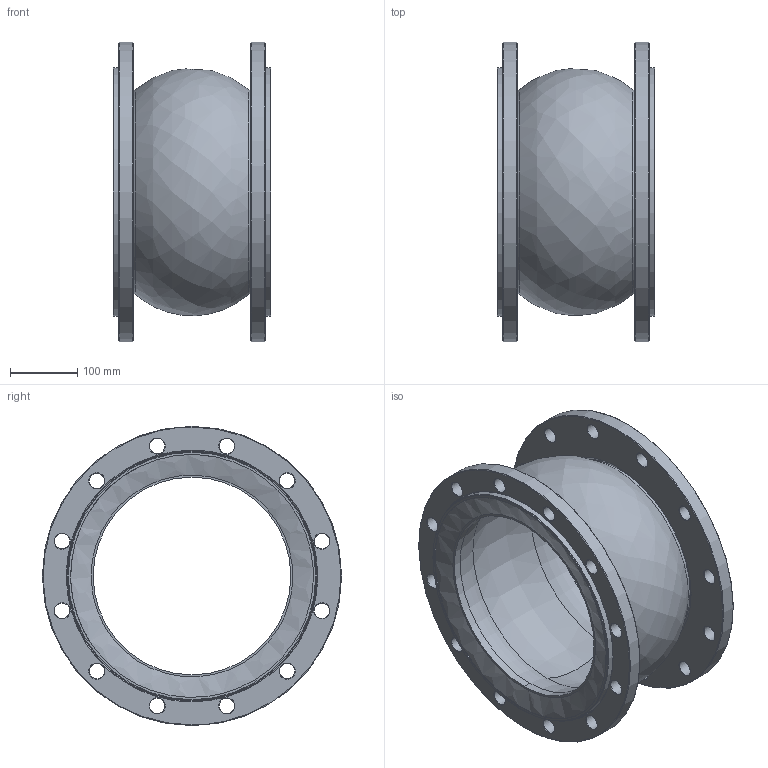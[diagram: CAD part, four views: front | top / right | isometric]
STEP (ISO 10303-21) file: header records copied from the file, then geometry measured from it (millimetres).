
FILE_DESCRIPTION(('HOOPS Exchange Step'),'2;1');
FILE_NAME('KP01_DN300.stp','2025-12-08T09:52:54+01:00',('nieru'),('Unknown organisation'),'HOOPS Exchange 2024.2','HOOPS Exchange','Unknown authorisation');
FILE_SCHEMA( ('AP203_CONFIGURATION_CONTROLLED_3D_DESIGN_OF_MECHANICAL_PARTS_AND_ASSEMBLIES_MIM_LF') );
Length unit declared in the file: millimetre
Products named in the file (3): 0; root
Assembly tree (2 placements, depth 3):
  root
    0
      0
Bounding box: 234 x 445 x 445 mm (x, y, z)
Volume: 6176507.2 mm3; surface area: 1106391.5 mm2
Topology: 3 solids, 3 shells, 125 faces, 407 edges, 294 vertices
Faces by surface type: cone 54, cylinder 38, bspline 13, plane 12, torus 8
Full cylindrical faces by diameter (mm): 23 x24, 300 x2, 368 x2, 370 x2, 372 x2, 445 x2
Entity records: 40951 total; most frequent: CARTESIAN_POINT 37441, ORIENTED_EDGE 814, DIRECTION 572, EDGE_CURVE 407, VERTEX_POINT 294, AXIS2_PLACEMENT_3D 237, B_SPLINE_CURVE_WITH_KNOTS 189, EDGE_LOOP 185
